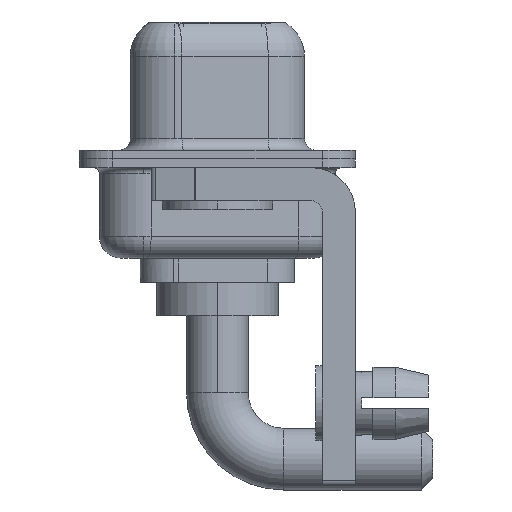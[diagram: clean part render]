
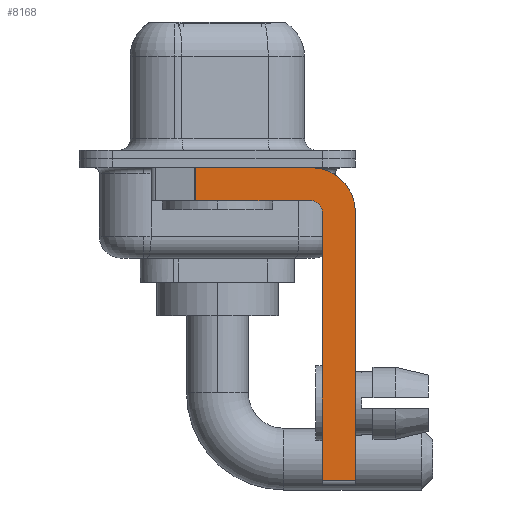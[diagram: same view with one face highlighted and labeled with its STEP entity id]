
A CAD part, left-side view. The second image highlights one B-rep face of the part: STEP entity #8168.
In plain terms, the highlighted planar face has unit normal (-1, 0, 0).
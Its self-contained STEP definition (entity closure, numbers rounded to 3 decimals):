
#111 = DIRECTION ( 'NONE',  ( 0., 0., -1. ) ) ;
#230 = PLANE ( 'NONE',  #9330 ) ;
#595 = VERTEX_POINT ( 'NONE', #4929 ) ;
#941 = CARTESIAN_POINT ( 'NONE',  ( -2.9, -4.25, -14.55 ) ) ;
#1167 = CARTESIAN_POINT ( 'NONE',  ( -2.9, 0.978, -0.4 ) ) ;
#1411 = CARTESIAN_POINT ( 'NONE',  ( -2.9, -4.75, -14.55 ) ) ;
#1517 = ORIENTED_EDGE ( 'NONE', *, *, #9107, .F. ) ;
#1712 = CIRCLE ( 'NONE', #13176, 0.5 ) ;
#2195 = LINE ( 'NONE', #6844, #5211 ) ;
#2283 = CARTESIAN_POINT ( 'NONE',  ( -2.9, 0.978, -1.9 ) ) ;
#2494 = CARTESIAN_POINT ( 'NONE',  ( -2.9, -4.25, -2.4 ) ) ;
#2534 = CARTESIAN_POINT ( 'NONE',  ( -2.9, -4.25, -2.4 ) ) ;
#2780 = EDGE_LOOP ( 'NONE', ( #12350, #13448, #1517, #7496, #5336, #14812, #4998, #6119 ) ) ;
#3412 = DIRECTION ( 'NONE',  ( 0., 0., -1. ) ) ;
#3420 = CARTESIAN_POINT ( 'NONE',  ( -2.9, -4.75, -2.4 ) ) ;
#3558 = CARTESIAN_POINT ( 'NONE',  ( -2.9, 0.978, -1.9 ) ) ;
#3577 = VERTEX_POINT ( 'NONE', #14837 ) ;
#3583 = EDGE_CURVE ( 'NONE', #10512, #3577, #13401, .T. ) ;
#4154 = DIRECTION ( 'NONE',  ( 0., -1., 0. ) ) ;
#4508 = LINE ( 'NONE', #11686, #12431 ) ;
#4929 = CARTESIAN_POINT ( 'NONE',  ( -2.9, -4.25, -0.4 ) ) ;
#4998 = ORIENTED_EDGE ( 'NONE', *, *, #8294, .F. ) ;
#5102 = CARTESIAN_POINT ( 'NONE',  ( -2.9, -6.25, -2.4 ) ) ;
#5211 = VECTOR ( 'NONE', #9301, 1000. ) ;
#5336 = ORIENTED_EDGE ( 'NONE', *, *, #11803, .F. ) ;
#5448 = CARTESIAN_POINT ( 'NONE',  ( -2.9, -4.75, -14.8 ) ) ;
#5582 = EDGE_CURVE ( 'NONE', #11891, #595, #4508, .T. ) ;
#5780 = CARTESIAN_POINT ( 'NONE',  ( -2.9, -4.25, -2.4 ) ) ;
#5826 = EDGE_CURVE ( 'NONE', #595, #7339, #8552, .T. ) ;
#5839 = EDGE_CURVE ( 'NONE', #14540, #10624, #1712, .T. ) ;
#5883 = DIRECTION ( 'NONE',  ( 0., -1., 0. ) ) ;
#5969 = DIRECTION ( 'NONE',  ( 1., 0., 0. ) ) ;
#5998 = DIRECTION ( 'NONE',  ( -1., 0., 0. ) ) ;
#6039 = DIRECTION ( 'NONE',  ( 0., 0., -1. ) ) ;
#6119 = ORIENTED_EDGE ( 'NONE', *, *, #5826, .F. ) ;
#6199 = VECTOR ( 'NONE', #7888, 1000. ) ;
#6419 = LINE ( 'NONE', #9634, #10316 ) ;
#6844 = CARTESIAN_POINT ( 'NONE',  ( -2.9, -4.25, -1.9 ) ) ;
#7339 = VERTEX_POINT ( 'NONE', #5102 ) ;
#7496 = ORIENTED_EDGE ( 'NONE', *, *, #5839, .F. ) ;
#7888 = DIRECTION ( 'NONE',  ( 0., 0., 1. ) ) ;
#7896 = VECTOR ( 'NONE', #4154, 1000. ) ;
#8168 = ADVANCED_FACE ( 'NONE', ( #11843 ), #230, .F. ) ;
#8294 = EDGE_CURVE ( 'NONE', #7339, #3577, #6419, .T. ) ;
#8502 = DIRECTION ( 'NONE',  ( 0., 0., -1. ) ) ;
#8552 = CIRCLE ( 'NONE', #13909, 2. ) ;
#9107 = EDGE_CURVE ( 'NONE', #10624, #9554, #2195, .T. ) ;
#9221 = DIRECTION ( 'NONE',  ( 1., 0., 0. ) ) ;
#9301 = DIRECTION ( 'NONE',  ( 0., 1., 0. ) ) ;
#9330 = AXIS2_PLACEMENT_3D ( 'NONE', #2534, #5969, #6039 ) ;
#9554 = VERTEX_POINT ( 'NONE', #2283 ) ;
#9634 = CARTESIAN_POINT ( 'NONE',  ( -2.9, -6.25, -2.4 ) ) ;
#10316 = VECTOR ( 'NONE', #8502, 1000. ) ;
#10436 = DIRECTION ( 'NONE',  ( 0., 0., 1. ) ) ;
#10512 = VERTEX_POINT ( 'NONE', #1411 ) ;
#10624 = VERTEX_POINT ( 'NONE', #14399 ) ;
#11054 = EDGE_CURVE ( 'NONE', #11891, #9554, #12950, .T. ) ;
#11686 = CARTESIAN_POINT ( 'NONE',  ( -2.9, 3., -0.4 ) ) ;
#11803 = EDGE_CURVE ( 'NONE', #10512, #14540, #14687, .T. ) ;
#11843 = FACE_OUTER_BOUND ( 'NONE', #2780, .T. ) ;
#11891 = VERTEX_POINT ( 'NONE', #1167 ) ;
#12350 = ORIENTED_EDGE ( 'NONE', *, *, #5582, .F. ) ;
#12431 = VECTOR ( 'NONE', #5883, 1000. ) ;
#12950 = LINE ( 'NONE', #3558, #13998 ) ;
#13176 = AXIS2_PLACEMENT_3D ( 'NONE', #5780, #5998, #10436 ) ;
#13401 = LINE ( 'NONE', #941, #7896 ) ;
#13448 = ORIENTED_EDGE ( 'NONE', *, *, #11054, .T. ) ;
#13909 = AXIS2_PLACEMENT_3D ( 'NONE', #2494, #9221, #3412 ) ;
#13998 = VECTOR ( 'NONE', #111, 1000. ) ;
#14399 = CARTESIAN_POINT ( 'NONE',  ( -2.9, -4.25, -1.9 ) ) ;
#14540 = VERTEX_POINT ( 'NONE', #3420 ) ;
#14687 = LINE ( 'NONE', #5448, #6199 ) ;
#14812 = ORIENTED_EDGE ( 'NONE', *, *, #3583, .T. ) ;
#14837 = CARTESIAN_POINT ( 'NONE',  ( -2.9, -6.25, -14.55 ) ) ;
